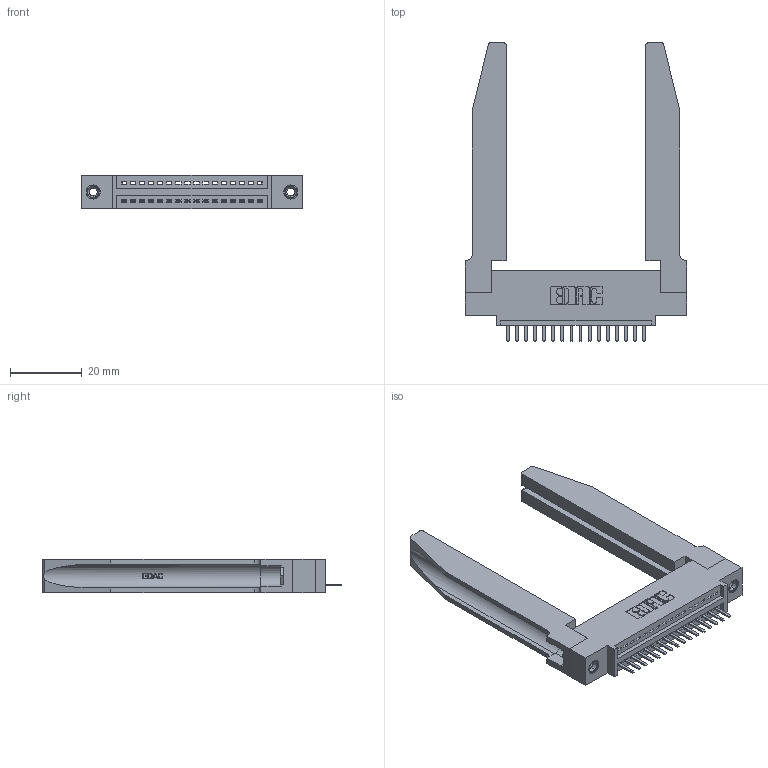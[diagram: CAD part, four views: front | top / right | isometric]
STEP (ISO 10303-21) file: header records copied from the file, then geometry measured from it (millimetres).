
FILE_DESCRIPTION (( 'STEP AP203' ), '1' );
FILE_NAME ('395-016-520-478.STEP', '2019-10-16T15:48:52', ( '' ), ( '' ), 'SwSTEP 2.0', 'SolidWorks 2016', '' );
FILE_SCHEMA (( 'CONFIG_CONTROL_DESIGN' ));
Length unit declared in the file: inch
Products named in the file (5): 345-220-078_345-220-078; 345 Part_0.110 Offset - 0.156 Dia-TH; 345-292-001_345-293-120; 345-250-001_345-250-001-102; 395-016-520-478
Assembly tree (21 placements, depth 2):
  395-016-520-478
    345 Part_0.110 Offset - 0.156 Dia-TH
    345-292-001_345-293-120  x16
    345-250-001_345-250-001-102  x2
    345-220-078_345-220-078  x2
Bounding box: 61.87 x 83.44 x 9.4 mm (x, y, z)
Volume: 13315 mm3; surface area: 13791.7 mm2
Topology: 21 solids, 21 shells, 1356 faces, 3905 edges, 2550 vertices
Faces by surface type: plane 898, cylinder 406, bspline 36, cone 12, torus 4
Entity records: 20528 total; most frequent: CARTESIAN_POINT 4467, ORIENTED_EDGE 3302, DIRECTION 2933, EDGE_CURVE 1651, VECTOR 1357, LINE 1357, VERTEX_POINT 1092, AXIS2_PLACEMENT_3D 788
